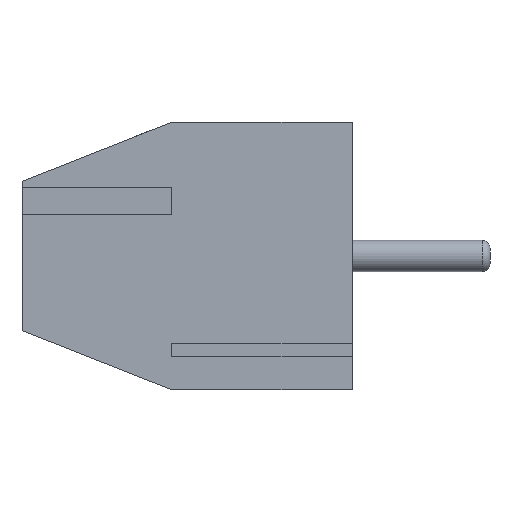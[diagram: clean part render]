
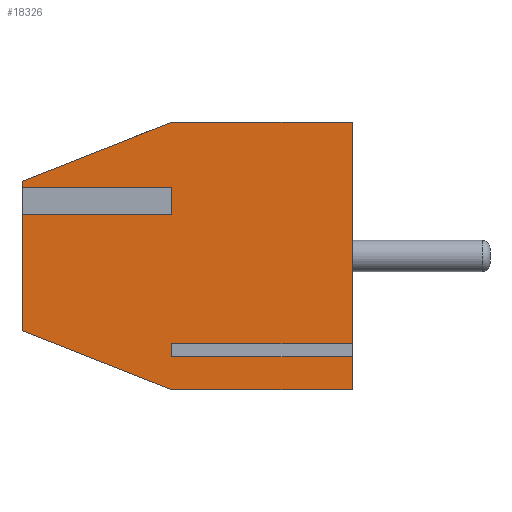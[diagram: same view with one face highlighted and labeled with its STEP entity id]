
A CAD part, left-side view. The second image highlights one B-rep face of the part: STEP entity #18326.
In plain terms, the highlighted planar face has unit normal (-1, 0, 0).
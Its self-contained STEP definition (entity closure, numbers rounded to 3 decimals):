
#157 = VECTOR ( 'NONE', #20912, 1000. ) ;
#195 = CARTESIAN_POINT ( 'NONE',  ( 0., 8.4, 6.8 ) ) ;
#407 = VERTEX_POINT ( 'NONE', #24046 ) ;
#632 = ORIENTED_EDGE ( 'NONE', *, *, #27345, .T. ) ;
#1160 = VECTOR ( 'NONE', #6121, 1000. ) ;
#1185 = CARTESIAN_POINT ( 'NONE',  ( 0., 0., 6.8 ) ) ;
#1472 = LINE ( 'NONE', #7748, #29966 ) ;
#2052 = ORIENTED_EDGE ( 'NONE', *, *, #7890, .F. ) ;
#2159 = EDGE_CURVE ( 'NONE', #23720, #11617, #13350, .T. ) ;
#2640 = ORIENTED_EDGE ( 'NONE', *, *, #16850, .F. ) ;
#3627 = CARTESIAN_POINT ( 'NONE',  ( 0., 4.6, 0.832 ) ) ;
#3651 = DIRECTION ( 'NONE',  ( 0., -1., 0. ) ) ;
#4294 = ORIENTED_EDGE ( 'NONE', *, *, #20540, .T. ) ;
#4304 = LINE ( 'NONE', #25662, #27566 ) ;
#4693 = CARTESIAN_POINT ( 'NONE',  ( 0., 0., 0. ) ) ;
#5036 = CARTESIAN_POINT ( 'NONE',  ( 0., 8.4, 4.632 ) ) ;
#5301 = VERTEX_POINT ( 'NONE', #19613 ) ;
#5400 = VECTOR ( 'NONE', #18870, 1000. ) ;
#5401 = DIRECTION ( 'NONE',  ( 0., -1., 0. ) ) ;
#5794 = CARTESIAN_POINT ( 'NONE',  ( 0., 8.4, 0. ) ) ;
#5940 = CARTESIAN_POINT ( 'NONE',  ( 0., 0., 1.168 ) ) ;
#6121 = DIRECTION ( 'NONE',  ( 0., 0., 1. ) ) ;
#6164 = VECTOR ( 'NONE', #3651, 1000. ) ;
#6217 = EDGE_CURVE ( 'NONE', #13365, #11409, #1472, .T. ) ;
#7461 = DIRECTION ( 'NONE',  ( 0., -1., 0. ) ) ;
#7748 = CARTESIAN_POINT ( 'NONE',  ( 0., 8.4, 6.8 ) ) ;
#7754 = LINE ( 'NONE', #26762, #25608 ) ;
#7862 = CARTESIAN_POINT ( 'NONE',  ( 0., 8.4, 6.8 ) ) ;
#7890 = EDGE_CURVE ( 'NONE', #9187, #13365, #4304, .T. ) ;
#7907 = CARTESIAN_POINT ( 'NONE',  ( 0., 4.6, 4.968 ) ) ;
#8575 = CARTESIAN_POINT ( 'NONE',  ( 0., 4.6, 0.832 ) ) ;
#8853 = DIRECTION ( 'NONE',  ( 0., 0., 1. ) ) ;
#8930 = CARTESIAN_POINT ( 'NONE',  ( 0., 4.6, 1.168 ) ) ;
#9187 = VERTEX_POINT ( 'NONE', #14854 ) ;
#9250 = EDGE_CURVE ( 'NONE', #5301, #20081, #15615, .T. ) ;
#10018 = DIRECTION ( 'NONE',  ( 0., -1., 0. ) ) ;
#10318 = LINE ( 'NONE', #5794, #10517 ) ;
#10441 = ORIENTED_EDGE ( 'NONE', *, *, #26526, .T. ) ;
#10517 = VECTOR ( 'NONE', #10018, 1000. ) ;
#10864 = VECTOR ( 'NONE', #21576, 1000. ) ;
#11409 = VERTEX_POINT ( 'NONE', #16043 ) ;
#11617 = VERTEX_POINT ( 'NONE', #8930 ) ;
#11684 = CARTESIAN_POINT ( 'NONE',  ( 0., 8.4, 1.5 ) ) ;
#12167 = LINE ( 'NONE', #23435, #16868 ) ;
#12656 = LINE ( 'NONE', #7862, #29411 ) ;
#13350 = LINE ( 'NONE', #3627, #27397 ) ;
#13365 = VERTEX_POINT ( 'NONE', #23761 ) ;
#13377 = LINE ( 'NONE', #8575, #6164 ) ;
#14239 = CARTESIAN_POINT ( 'NONE',  ( 0., 8.4, 1.5 ) ) ;
#14383 = EDGE_CURVE ( 'NONE', #23720, #15015, #13377, .T. ) ;
#14414 = EDGE_LOOP ( 'NONE', ( #20040, #24018, #15389, #2052, #30198, #10441, #632, #20250, #2640, #28789, #20989, #4294, #24587, #18842 ) ) ;
#14854 = CARTESIAN_POINT ( 'NONE',  ( 0., 8.4, 5.3 ) ) ;
#15015 = VERTEX_POINT ( 'NONE', #24529 ) ;
#15179 = DIRECTION ( 'NONE',  ( 0., 0., -1. ) ) ;
#15389 = ORIENTED_EDGE ( 'NONE', *, *, #6217, .F. ) ;
#15552 = DIRECTION ( 'NONE',  ( 0., 0., -1. ) ) ;
#15615 = LINE ( 'NONE', #11684, #21272 ) ;
#15837 = PLANE ( 'NONE',  #20977 ) ;
#16043 = CARTESIAN_POINT ( 'NONE',  ( 0., 0., 6.8 ) ) ;
#16288 = VERTEX_POINT ( 'NONE', #7907 ) ;
#16370 = DIRECTION ( 'NONE',  ( 0., -0.93, 0.367 ) ) ;
#16420 = VERTEX_POINT ( 'NONE', #5036 ) ;
#16850 = EDGE_CURVE ( 'NONE', #20081, #16420, #23876, .T. ) ;
#16868 = VECTOR ( 'NONE', #19256, 1000. ) ;
#17268 = DIRECTION ( 'NONE',  ( 0., 0., 1. ) ) ;
#17543 = EDGE_CURVE ( 'NONE', #20382, #11409, #17897, .T. ) ;
#17897 = LINE ( 'NONE', #1185, #1160 ) ;
#18326 = ADVANCED_FACE ( 'NONE', ( #22934 ), #15837, .F. ) ;
#18842 = ORIENTED_EDGE ( 'NONE', *, *, #2159, .T. ) ;
#18870 = DIRECTION ( 'NONE',  ( 0., -1., 0. ) ) ;
#19256 = DIRECTION ( 'NONE',  ( 0., 0., 1. ) ) ;
#19613 = CARTESIAN_POINT ( 'NONE',  ( 0., 4.6, 0. ) ) ;
#20040 = ORIENTED_EDGE ( 'NONE', *, *, #23999, .T. ) ;
#20081 = VERTEX_POINT ( 'NONE', #14239 ) ;
#20250 = ORIENTED_EDGE ( 'NONE', *, *, #26213, .F. ) ;
#20382 = VERTEX_POINT ( 'NONE', #5940 ) ;
#20464 = EDGE_CURVE ( 'NONE', #5301, #28167, #10318, .T. ) ;
#20540 = EDGE_CURVE ( 'NONE', #28167, #15015, #12167, .T. ) ;
#20912 = DIRECTION ( 'NONE',  ( 0., 0., 1. ) ) ;
#20977 = AXIS2_PLACEMENT_3D ( 'NONE', #27273, #25112, #15552 ) ;
#20989 = ORIENTED_EDGE ( 'NONE', *, *, #20464, .T. ) ;
#21272 = VECTOR ( 'NONE', #23766, 1000. ) ;
#21497 = LINE ( 'NONE', #28262, #5400 ) ;
#21576 = DIRECTION ( 'NONE',  ( 0., -1., 0. ) ) ;
#22934 = FACE_OUTER_BOUND ( 'NONE', #14414, .T. ) ;
#23435 = CARTESIAN_POINT ( 'NONE',  ( 0., 0., 6.8 ) ) ;
#23720 = VERTEX_POINT ( 'NONE', #24564 ) ;
#23724 = EDGE_CURVE ( 'NONE', #29126, #9187, #12656, .T. ) ;
#23761 = CARTESIAN_POINT ( 'NONE',  ( 0., 4.6, 6.8 ) ) ;
#23766 = DIRECTION ( 'NONE',  ( 0., 0.93, 0.367 ) ) ;
#23876 = LINE ( 'NONE', #195, #157 ) ;
#23999 = EDGE_CURVE ( 'NONE', #11617, #20382, #28624, .T. ) ;
#24018 = ORIENTED_EDGE ( 'NONE', *, *, #17543, .T. ) ;
#24033 = CARTESIAN_POINT ( 'NONE',  ( 0., 4.6, 1.168 ) ) ;
#24046 = CARTESIAN_POINT ( 'NONE',  ( 0., 4.6, 4.632 ) ) ;
#24065 = CARTESIAN_POINT ( 'NONE',  ( 0., 8.4, 4.968 ) ) ;
#24205 = LINE ( 'NONE', #28942, #10864 ) ;
#24529 = CARTESIAN_POINT ( 'NONE',  ( 0., 0., 0.832 ) ) ;
#24564 = CARTESIAN_POINT ( 'NONE',  ( 0., 4.6, 0.832 ) ) ;
#24587 = ORIENTED_EDGE ( 'NONE', *, *, #14383, .F. ) ;
#25112 = DIRECTION ( 'NONE',  ( 1., 0., 0. ) ) ;
#25512 = VECTOR ( 'NONE', #7461, 1000. ) ;
#25608 = VECTOR ( 'NONE', #15179, 1000. ) ;
#25662 = CARTESIAN_POINT ( 'NONE',  ( 0., 8.4, 5.3 ) ) ;
#26213 = EDGE_CURVE ( 'NONE', #16420, #407, #21497, .T. ) ;
#26526 = EDGE_CURVE ( 'NONE', #29126, #16288, #24205, .T. ) ;
#26762 = CARTESIAN_POINT ( 'NONE',  ( 0., 4.6, 4.968 ) ) ;
#27273 = CARTESIAN_POINT ( 'NONE',  ( 0., 8.4, 6.8 ) ) ;
#27345 = EDGE_CURVE ( 'NONE', #16288, #407, #7754, .T. ) ;
#27397 = VECTOR ( 'NONE', #8853, 1000. ) ;
#27566 = VECTOR ( 'NONE', #16370, 1000. ) ;
#28167 = VERTEX_POINT ( 'NONE', #4693 ) ;
#28262 = CARTESIAN_POINT ( 'NONE',  ( 0., 8.4, 4.632 ) ) ;
#28624 = LINE ( 'NONE', #24033, #25512 ) ;
#28789 = ORIENTED_EDGE ( 'NONE', *, *, #9250, .F. ) ;
#28942 = CARTESIAN_POINT ( 'NONE',  ( 0., 8.4, 4.968 ) ) ;
#29126 = VERTEX_POINT ( 'NONE', #24065 ) ;
#29411 = VECTOR ( 'NONE', #17268, 1000. ) ;
#29966 = VECTOR ( 'NONE', #5401, 1000. ) ;
#30198 = ORIENTED_EDGE ( 'NONE', *, *, #23724, .F. ) ;
